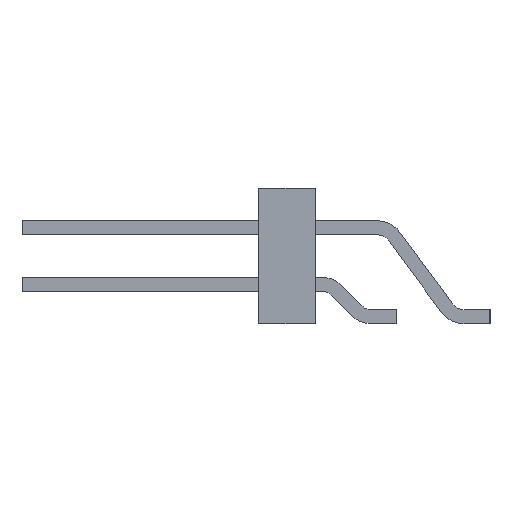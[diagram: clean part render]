
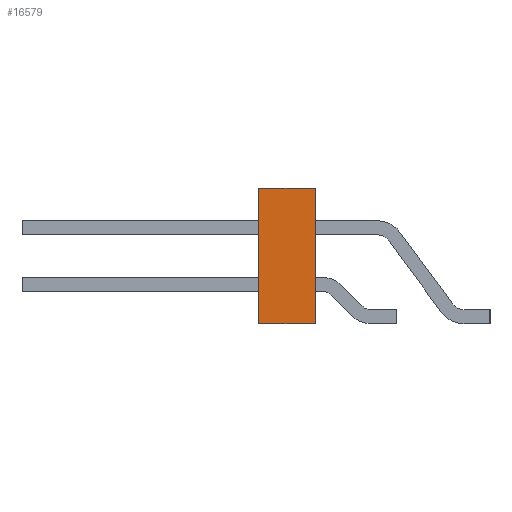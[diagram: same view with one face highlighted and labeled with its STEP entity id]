
A CAD part, left-side view. The second image highlights one B-rep face of the part: STEP entity #16579.
In plain terms, the highlighted face is planar.
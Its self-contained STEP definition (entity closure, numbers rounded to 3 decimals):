
#1930 = VERTEX_POINT('',#1931);
#1931 = CARTESIAN_POINT('',(16.51,3.048,1.27));
#1937 = EDGE_CURVE('',#1930,#1938,#1940,.T.);
#1938 = VERTEX_POINT('',#1939);
#1939 = CARTESIAN_POINT('',(16.51,3.048,-1.27));
#1940 = LINE('',#1941,#1942);
#1941 = CARTESIAN_POINT('',(16.51,3.048,1.27));
#1942 = VECTOR('',#1943,1.);
#1943 = DIRECTION('',(0.,0.,-1.));
#7146 = VERTEX_POINT('',#7147);
#7147 = CARTESIAN_POINT('',(16.51,-3.048,-1.27));
#7153 = EDGE_CURVE('',#7154,#7146,#7156,.T.);
#7154 = VERTEX_POINT('',#7155);
#7155 = CARTESIAN_POINT('',(16.51,-3.048,1.27));
#7156 = LINE('',#7157,#7158);
#7157 = CARTESIAN_POINT('',(16.51,-3.048,1.27));
#7158 = VECTOR('',#7159,1.);
#7159 = DIRECTION('',(0.,0.,-1.));
#12629 = EDGE_CURVE('',#7154,#1930,#12630,.T.);
#12630 = LINE('',#12631,#12632);
#12631 = CARTESIAN_POINT('',(16.51,-3.048,1.27));
#12632 = VECTOR('',#12633,1.);
#12633 = DIRECTION('',(0.,1.,0.));
#14788 = EDGE_CURVE('',#7146,#1938,#14789,.T.);
#14789 = LINE('',#14790,#14791);
#14790 = CARTESIAN_POINT('',(16.51,-3.048,-1.27));
#14791 = VECTOR('',#14792,1.);
#14792 = DIRECTION('',(0.,1.,0.));
#16579 = ADVANCED_FACE('',(#16580),#16586,.F.);
#16580 = FACE_BOUND('',#16581,.T.);
#16581 = EDGE_LOOP('',(#16582,#16583,#16584,#16585));
#16582 = ORIENTED_EDGE('',*,*,#14788,.T.);
#16583 = ORIENTED_EDGE('',*,*,#1937,.F.);
#16584 = ORIENTED_EDGE('',*,*,#12629,.F.);
#16585 = ORIENTED_EDGE('',*,*,#7153,.T.);
#16586 = PLANE('',#16587);
#16587 = AXIS2_PLACEMENT_3D('',#16588,#16589,#16590);
#16588 = CARTESIAN_POINT('',(16.51,-3.048,1.27));
#16589 = DIRECTION('',(-1.,0.,0.));
#16590 = DIRECTION('',(0.,0.,1.));
